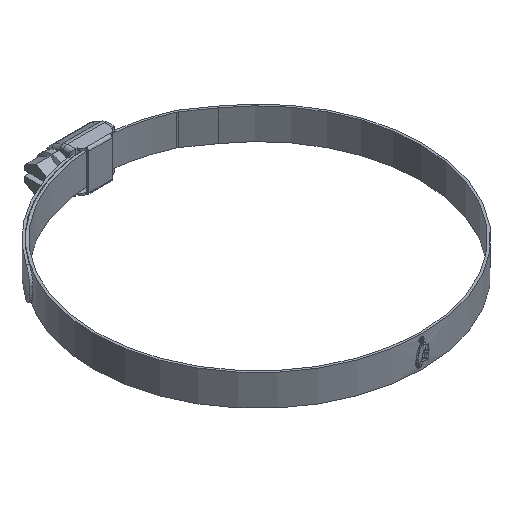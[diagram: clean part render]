
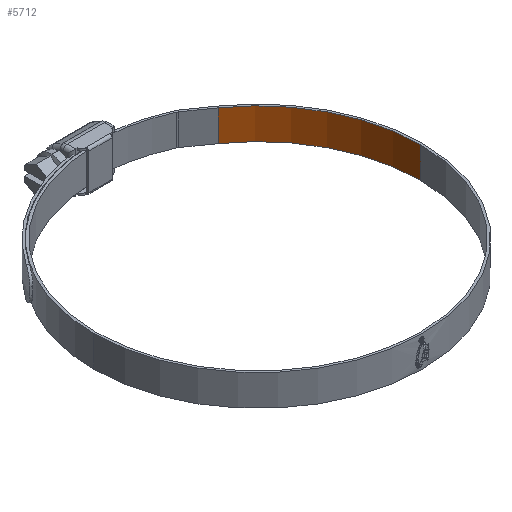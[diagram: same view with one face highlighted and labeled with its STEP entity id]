
A CAD part, isometric view. The second image highlights one B-rep face of the part: STEP entity #5712.
In plain terms, the highlighted cylindrical face has radius 41.5 mm (diameter 83 mm), a partial arc.
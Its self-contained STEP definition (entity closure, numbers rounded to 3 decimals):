
#75 = CARTESIAN_POINT ( 'NONE',  ( 0., 0., 3.96 ) ) ;
#112 = AXIS2_PLACEMENT_3D ( 'NONE', #1177, #3920, #3308 ) ;
#717 = DIRECTION ( 'NONE',  ( -1., 0., 0. ) ) ;
#815 = EDGE_CURVE ( 'NONE', #7071, #2353, #1059, .T. ) ;
#1059 = LINE ( 'NONE', #3256, #5716 ) ;
#1159 = EDGE_CURVE ( 'NONE', #2921, #7071, #4340, .T. ) ;
#1177 = CARTESIAN_POINT ( 'NONE',  ( 0., 0., -3.96 ) ) ;
#1285 = LINE ( 'NONE', #4694, #3312 ) ;
#1751 = ORIENTED_EDGE ( 'NONE', *, *, #815, .T. ) ;
#1782 = DIRECTION ( 'NONE',  ( 0., 0., -1. ) ) ;
#1890 = DIRECTION ( 'NONE',  ( 0., 0., -1. ) ) ;
#1991 = CARTESIAN_POINT ( 'NONE',  ( 41.5, 0., -3.96 ) ) ;
#2353 = VERTEX_POINT ( 'NONE', #5250 ) ;
#2400 = CARTESIAN_POINT ( 'NONE',  ( 0., 0., 3.96 ) ) ;
#2921 = VERTEX_POINT ( 'NONE', #4614 ) ;
#3256 = CARTESIAN_POINT ( 'NONE',  ( 23.803, 33.995, 3.96 ) ) ;
#3308 = DIRECTION ( 'NONE',  ( 1., 0., 0. ) ) ;
#3312 = VECTOR ( 'NONE', #1782, 1000. ) ;
#3480 = CARTESIAN_POINT ( 'NONE',  ( 23.803, 33.995, 3.96 ) ) ;
#3534 = VERTEX_POINT ( 'NONE', #1991 ) ;
#3866 = ORIENTED_EDGE ( 'NONE', *, *, #6534, .F. ) ;
#3899 = AXIS2_PLACEMENT_3D ( 'NONE', #2400, #1890, #717 ) ;
#3920 = DIRECTION ( 'NONE',  ( 0., 0., 1. ) ) ;
#3950 = CYLINDRICAL_SURFACE ( 'NONE', #3899, 41.5 ) ;
#4180 = EDGE_CURVE ( 'NONE', #2921, #3534, #1285, .T. ) ;
#4340 = CIRCLE ( 'NONE', #5029, 41.5 ) ;
#4374 = DIRECTION ( 'NONE',  ( 0., 0., -1. ) ) ;
#4614 = CARTESIAN_POINT ( 'NONE',  ( 41.5, 0., 3.96 ) ) ;
#4679 = EDGE_LOOP ( 'NONE', ( #6579, #5803, #1751, #3866 ) ) ;
#4694 = CARTESIAN_POINT ( 'NONE',  ( 41.5, 0., 3.96 ) ) ;
#4870 = DIRECTION ( 'NONE',  ( 0., 0., 1. ) ) ;
#5029 = AXIS2_PLACEMENT_3D ( 'NONE', #75, #4870, #5046 ) ;
#5046 = DIRECTION ( 'NONE',  ( 1., 0., 0. ) ) ;
#5250 = CARTESIAN_POINT ( 'NONE',  ( 23.803, 33.995, -3.96 ) ) ;
#5712 = ADVANCED_FACE ( 'NONE', ( #5713 ), #3950, .F. ) ;
#5713 = FACE_OUTER_BOUND ( 'NONE', #4679, .T. ) ;
#5716 = VECTOR ( 'NONE', #4374, 1000. ) ;
#5803 = ORIENTED_EDGE ( 'NONE', *, *, #1159, .T. ) ;
#5854 = CIRCLE ( 'NONE', #112, 41.5 ) ;
#6534 = EDGE_CURVE ( 'NONE', #3534, #2353, #5854, .T. ) ;
#6579 = ORIENTED_EDGE ( 'NONE', *, *, #4180, .F. ) ;
#7071 = VERTEX_POINT ( 'NONE', #3480 ) ;
